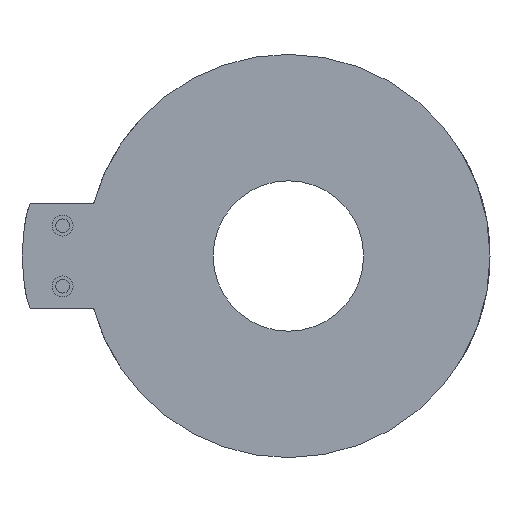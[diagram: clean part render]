
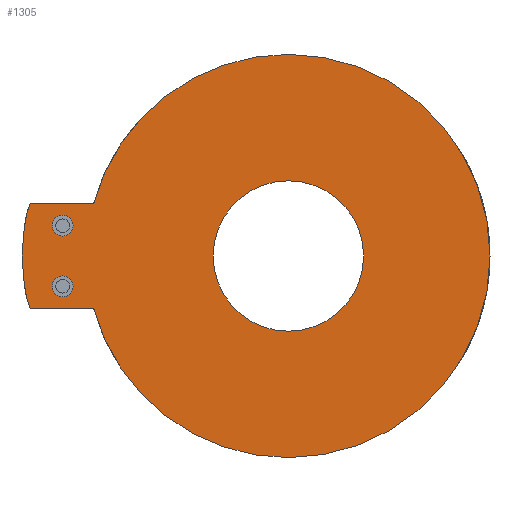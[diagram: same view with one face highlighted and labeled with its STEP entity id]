
A CAD part, front view. The second image highlights one B-rep face of the part: STEP entity #1305.
In plain terms, the highlighted planar face has unit normal (0, -1, 0).
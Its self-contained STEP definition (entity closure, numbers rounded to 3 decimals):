
#3 = VERTEX_POINT ( 'NONE', #2558 ) ;
#21 = CIRCLE ( 'NONE', #3051, 0.5 ) ;
#70 = ORIENTED_EDGE ( 'NONE', *, *, #893, .F. ) ;
#78 = VECTOR ( 'NONE', #174, 1000. ) ;
#126 = EDGE_LOOP ( 'NONE', ( #2880, #2445 ) ) ;
#140 = CARTESIAN_POINT ( 'NONE',  ( 0., -4.15, 0. ) ) ;
#159 = VERTEX_POINT ( 'NONE', #2517 ) ;
#164 = DIRECTION ( 'NONE',  ( 0., 0., 1. ) ) ;
#174 = DIRECTION ( 'NONE',  ( -1., 0., 0. ) ) ;
#205 = CIRCLE ( 'NONE', #2998, 9.65 ) ;
#229 = DIRECTION ( 'NONE',  ( 0., 1., 0. ) ) ;
#327 = FACE_OUTER_BOUND ( 'NONE', #3075, .T. ) ;
#345 = ORIENTED_EDGE ( 'NONE', *, *, #1311, .F. ) ;
#364 = ORIENTED_EDGE ( 'NONE', *, *, #2480, .F. ) ;
#388 = CARTESIAN_POINT ( 'NONE',  ( 0., -4.15, 0. ) ) ;
#395 = DIRECTION ( 'NONE',  ( 0., 1., 0. ) ) ;
#414 = CARTESIAN_POINT ( 'NONE',  ( -12.75, -4.15, 0. ) ) ;
#435 = CARTESIAN_POINT ( 'NONE',  ( -12.75, -4.15, 0. ) ) ;
#467 = EDGE_CURVE ( 'NONE', #1797, #2642, #1963, .T. ) ;
#502 = CIRCLE ( 'NONE', #814, 9.65 ) ;
#539 = EDGE_LOOP ( 'NONE', ( #2534, #1668 ) ) ;
#604 = AXIS2_PLACEMENT_3D ( 'NONE', #723, #229, #950 ) ;
#619 = DIRECTION ( 'NONE',  ( 0., 1., 0. ) ) ;
#620 = VERTEX_POINT ( 'NONE', #2807 ) ;
#622 = DIRECTION ( 'NONE',  ( 1., 0., 0. ) ) ;
#627 = AXIS2_PLACEMENT_3D ( 'NONE', #2183, #2677, #3186 ) ;
#642 = DIRECTION ( 'NONE',  ( 0., 0., 1. ) ) ;
#657 = CARTESIAN_POINT ( 'NONE',  ( -10.805, -4.15, -1.95 ) ) ;
#658 = VERTEX_POINT ( 'NONE', #1124 ) ;
#663 = CARTESIAN_POINT ( 'NONE',  ( -12.75, -4.15, 2.5 ) ) ;
#681 = CARTESIAN_POINT ( 'NONE',  ( -12.75, -4.15, -2.5 ) ) ;
#697 = VERTEX_POINT ( 'NONE', #1872 ) ;
#723 = CARTESIAN_POINT ( 'NONE',  ( 0., -4.15, 0. ) ) ;
#766 = ORIENTED_EDGE ( 'NONE', *, *, #2810, .F. ) ;
#789 = CIRCLE ( 'NONE', #2776, 3.6 ) ;
#814 = AXIS2_PLACEMENT_3D ( 'NONE', #3119, #1405, #2336 ) ;
#893 = EDGE_CURVE ( 'NONE', #2747, #2383, #205, .T. ) ;
#916 = CARTESIAN_POINT ( 'NONE',  ( 0., -4.15, -9.65 ) ) ;
#950 = DIRECTION ( 'NONE',  ( 0., 0., 1. ) ) ;
#953 = AXIS2_PLACEMENT_3D ( 'NONE', #1020, #2785, #3045 ) ;
#954 = FACE_BOUND ( 'NONE', #539, .T. ) ;
#995 = DIRECTION ( 'NONE',  ( 0., 0., 1. ) ) ;
#1020 = CARTESIAN_POINT ( 'NONE',  ( -10.805, -4.15, 1.45 ) ) ;
#1075 = DIRECTION ( 'NONE',  ( 0., 1., 0. ) ) ;
#1121 = FACE_BOUND ( 'NONE', #126, .T. ) ;
#1124 = CARTESIAN_POINT ( 'NONE',  ( -12.35, -4.15, 2.5 ) ) ;
#1200 = CARTESIAN_POINT ( 'NONE',  ( -12.692, -4.15, 1.784 ) ) ;
#1213 = VERTEX_POINT ( 'NONE', #2953 ) ;
#1249 = VERTEX_POINT ( 'NONE', #2671 ) ;
#1305 = ADVANCED_FACE ( 'NONE', ( #1121, #954, #2668, #327 ), #2655, .F. ) ;
#1311 = EDGE_CURVE ( 'NONE', #1249, #159, #1511, .T. ) ;
#1331 = VERTEX_POINT ( 'NONE', #435 ) ;
#1372 = LINE ( 'NONE', #681, #78 ) ;
#1405 = DIRECTION ( 'NONE',  ( 0., 1., 0. ) ) ;
#1462 = EDGE_CURVE ( 'NONE', #658, #1249, #2813, .T. ) ;
#1511 = CIRCLE ( 'NONE', #2700, 9.65 ) ;
#1522 = EDGE_CURVE ( 'NONE', #2383, #1213, #1372, .T. ) ;
#1529 = CIRCLE ( 'NONE', #627, 0.5 ) ;
#1618 = CARTESIAN_POINT ( 'NONE',  ( -10.805, -4.15, -1.45 ) ) ;
#1623 = CARTESIAN_POINT ( 'NONE',  ( -10.805, -4.15, 0.95 ) ) ;
#1642 = EDGE_LOOP ( 'NONE', ( #2225, #2347 ) ) ;
#1668 = ORIENTED_EDGE ( 'NONE', *, *, #2697, .T. ) ;
#1704 = CARTESIAN_POINT ( 'NONE',  ( -10.805, -4.15, 1.45 ) ) ;
#1716 = CARTESIAN_POINT ( 'NONE',  ( -12.692, -4.15, -1.784 ) ) ;
#1743 = EDGE_CURVE ( 'NONE', #620, #3, #789, .T. ) ;
#1797 = VERTEX_POINT ( 'NONE', #2788 ) ;
#1816 = B_SPLINE_CURVE_WITH_KNOTS ( 'NONE', 2,
 ( #414, #1200, #2247 ),
 .UNSPECIFIED., .F., .F.,
 ( 3, 3 ),
 ( 0., 1. ),
 .UNSPECIFIED. ) ;
#1872 = CARTESIAN_POINT ( 'NONE',  ( -10.805, -4.15, -0.95 ) ) ;
#1960 = B_SPLINE_CURVE_WITH_KNOTS ( 'NONE', 2,
 ( #3210, #1716, #2434 ),
 .UNSPECIFIED., .F., .F.,
 ( 3, 3 ),
 ( 0., 1. ),
 .UNSPECIFIED. ) ;
#1963 = CIRCLE ( 'NONE', #2160, 0.5 ) ;
#2069 = ORIENTED_EDGE ( 'NONE', *, *, #1462, .F. ) ;
#2084 = VERTEX_POINT ( 'NONE', #657 ) ;
#2160 = AXIS2_PLACEMENT_3D ( 'NONE', #1704, #3202, #164 ) ;
#2161 = DIRECTION ( 'NONE',  ( 0., 0., 1. ) ) ;
#2177 = CARTESIAN_POINT ( 'NONE',  ( -9.321, -4.15, -2.5 ) ) ;
#2183 = CARTESIAN_POINT ( 'NONE',  ( -10.805, -4.15, -1.45 ) ) ;
#2225 = ORIENTED_EDGE ( 'NONE', *, *, #467, .T. ) ;
#2247 = CARTESIAN_POINT ( 'NONE',  ( -12.35, -4.15, 2.5 ) ) ;
#2286 = DIRECTION ( 'NONE',  ( 0., 0., 1. ) ) ;
#2336 = DIRECTION ( 'NONE',  ( 0., 0., 1. ) ) ;
#2347 = ORIENTED_EDGE ( 'NONE', *, *, #2924, .T. ) ;
#2365 = DIRECTION ( 'NONE',  ( 0., 0., 1. ) ) ;
#2383 = VERTEX_POINT ( 'NONE', #2177 ) ;
#2434 = CARTESIAN_POINT ( 'NONE',  ( -12.35, -4.15, -2.5 ) ) ;
#2445 = ORIENTED_EDGE ( 'NONE', *, *, #2827, .T. ) ;
#2480 = EDGE_CURVE ( 'NONE', #159, #2747, #502, .T. ) ;
#2517 = CARTESIAN_POINT ( 'NONE',  ( 0., -4.15, 9.65 ) ) ;
#2530 = AXIS2_PLACEMENT_3D ( 'NONE', #388, #619, #642 ) ;
#2534 = ORIENTED_EDGE ( 'NONE', *, *, #3060, .T. ) ;
#2540 = CARTESIAN_POINT ( 'NONE',  ( 0., -4.15, 0. ) ) ;
#2547 = DIRECTION ( 'NONE',  ( 0., 1., 0. ) ) ;
#2558 = CARTESIAN_POINT ( 'NONE',  ( 0., -4.15, -3.6 ) ) ;
#2642 = VERTEX_POINT ( 'NONE', #1623 ) ;
#2655 = PLANE ( 'NONE',  #2530 ) ;
#2668 = FACE_BOUND ( 'NONE', #1642, .T. ) ;
#2671 = CARTESIAN_POINT ( 'NONE',  ( -9.321, -4.15, 2.5 ) ) ;
#2677 = DIRECTION ( 'NONE',  ( 0., 1., 0. ) ) ;
#2697 = EDGE_CURVE ( 'NONE', #2084, #697, #1529, .T. ) ;
#2700 = AXIS2_PLACEMENT_3D ( 'NONE', #140, #395, #2161 ) ;
#2737 = DIRECTION ( 'NONE',  ( 0., 1., 0. ) ) ;
#2746 = EDGE_CURVE ( 'NONE', #1331, #1213, #1960, .T. ) ;
#2747 = VERTEX_POINT ( 'NONE', #916 ) ;
#2768 = CIRCLE ( 'NONE', #604, 3.6 ) ;
#2776 = AXIS2_PLACEMENT_3D ( 'NONE', #3253, #2737, #995 ) ;
#2785 = DIRECTION ( 'NONE',  ( 0., 1., 0. ) ) ;
#2788 = CARTESIAN_POINT ( 'NONE',  ( -10.805, -4.15, 1.95 ) ) ;
#2807 = CARTESIAN_POINT ( 'NONE',  ( 0., -4.15, 3.6 ) ) ;
#2810 = EDGE_CURVE ( 'NONE', #1331, #658, #1816, .T. ) ;
#2813 = LINE ( 'NONE', #663, #3134 ) ;
#2827 = EDGE_CURVE ( 'NONE', #3, #620, #2768, .T. ) ;
#2880 = ORIENTED_EDGE ( 'NONE', *, *, #1743, .T. ) ;
#2886 = CIRCLE ( 'NONE', #953, 0.5 ) ;
#2924 = EDGE_CURVE ( 'NONE', #2642, #1797, #2886, .T. ) ;
#2953 = CARTESIAN_POINT ( 'NONE',  ( -12.35, -4.15, -2.5 ) ) ;
#2998 = AXIS2_PLACEMENT_3D ( 'NONE', #2540, #2547, #2286 ) ;
#3045 = DIRECTION ( 'NONE',  ( 0., 0., 1. ) ) ;
#3051 = AXIS2_PLACEMENT_3D ( 'NONE', #1618, #1075, #2365 ) ;
#3060 = EDGE_CURVE ( 'NONE', #697, #2084, #21, .T. ) ;
#3075 = EDGE_LOOP ( 'NONE', ( #766, #3080, #3076, #70, #364, #345, #2069 ) ) ;
#3076 = ORIENTED_EDGE ( 'NONE', *, *, #1522, .F. ) ;
#3080 = ORIENTED_EDGE ( 'NONE', *, *, #2746, .T. ) ;
#3119 = CARTESIAN_POINT ( 'NONE',  ( 0., -4.15, 0. ) ) ;
#3134 = VECTOR ( 'NONE', #622, 1000. ) ;
#3186 = DIRECTION ( 'NONE',  ( 0., 0., 1. ) ) ;
#3202 = DIRECTION ( 'NONE',  ( 0., 1., 0. ) ) ;
#3210 = CARTESIAN_POINT ( 'NONE',  ( -12.75, -4.15, 0. ) ) ;
#3253 = CARTESIAN_POINT ( 'NONE',  ( 0., -4.15, 0. ) ) ;
